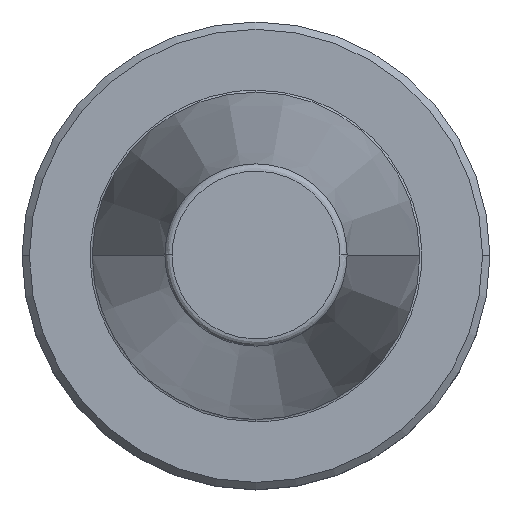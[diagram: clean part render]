
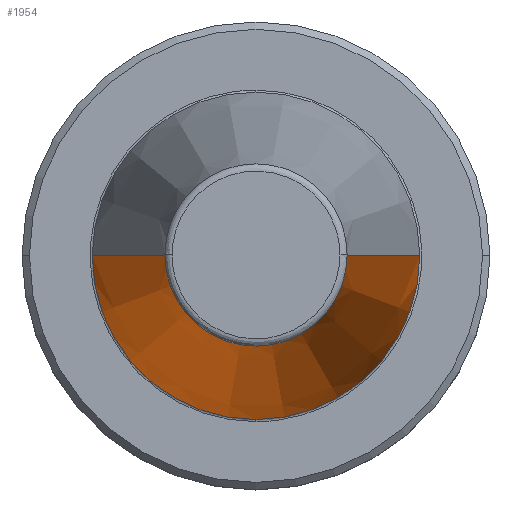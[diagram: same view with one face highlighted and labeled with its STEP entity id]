
A CAD part, top view. The second image highlights one B-rep face of the part: STEP entity #1954.
In plain terms, the highlighted conical face has half-angle 8.297 degrees and reference radius 22.225 mm.
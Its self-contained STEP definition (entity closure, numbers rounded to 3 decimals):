
#32 = DIRECTION ( 'NONE',  ( -1., 0., 0. ) ) ;
#43 = DIRECTION ( 'NONE',  ( -1., 0., 0. ) ) ;
#73 = CARTESIAN_POINT ( 'NONE',  ( 85.691, 86.061, 154.812 ) ) ;
#74 = DIRECTION ( 'NONE',  ( 0., 0., -1. ) ) ;
#187 = VERTEX_POINT ( 'NONE', #2088 ) ;
#256 = LINE ( 'NONE', #1892, #395 ) ;
#395 = VECTOR ( 'NONE', #2042, 1000. ) ;
#479 = VERTEX_POINT ( 'NONE', #827 ) ;
#827 = CARTESIAN_POINT ( 'NONE',  ( 60.941, 86.061, 154.812 ) ) ;
#949 = EDGE_CURVE ( 'NONE', #1514, #187, #1896, .T. ) ;
#1043 = FACE_OUTER_BOUND ( 'NONE', #1520, .T. ) ;
#1072 = CONICAL_SURFACE ( 'NONE', #1236, 22.225, 0.145 ) ;
#1219 = DIRECTION ( 'NONE',  ( -0.144, 0., -0.99 ) ) ;
#1229 = CARTESIAN_POINT ( 'NONE',  ( 51.091, 86.061, 87.268 ) ) ;
#1236 = AXIS2_PLACEMENT_3D ( 'NONE', #2620, #74, #32 ) ;
#1278 = CARTESIAN_POINT ( 'NONE',  ( 51.091, 86.061, 87.268 ) ) ;
#1428 = ORIENTED_EDGE ( 'NONE', *, *, #949, .T. ) ;
#1431 = CIRCLE ( 'NONE', #1820, 12.375 ) ;
#1514 = VERTEX_POINT ( 'NONE', #1278 ) ;
#1520 = EDGE_LOOP ( 'NONE', ( #2619, #1993, #2128, #1428 ) ) ;
#1533 = EDGE_CURVE ( 'NONE', #479, #1514, #1617, .T. ) ;
#1551 = CARTESIAN_POINT ( 'NONE',  ( 73.316, 86.061, 87.268 ) ) ;
#1557 = DIRECTION ( 'NONE',  ( 0., 0., 1. ) ) ;
#1585 = DIRECTION ( 'NONE',  ( -1., 0., 0. ) ) ;
#1609 = VECTOR ( 'NONE', #1219, 1000. ) ;
#1617 = LINE ( 'NONE', #1229, #1609 ) ;
#1730 = VERTEX_POINT ( 'NONE', #73 ) ;
#1757 = EDGE_CURVE ( 'NONE', #1730, #479, #1431, .T. ) ;
#1820 = AXIS2_PLACEMENT_3D ( 'NONE', #2101, #2831, #43 ) ;
#1892 = CARTESIAN_POINT ( 'NONE',  ( 95.541, 86.061, 87.268 ) ) ;
#1896 = CIRCLE ( 'NONE', #2656, 22.225 ) ;
#1954 = ADVANCED_FACE ( 'NONE', ( #1043 ), #1072, .T. ) ;
#1993 = ORIENTED_EDGE ( 'NONE', *, *, #1757, .T. ) ;
#2042 = DIRECTION ( 'NONE',  ( 0.144, 0., -0.99 ) ) ;
#2088 = CARTESIAN_POINT ( 'NONE',  ( 95.541, 86.061, 87.268 ) ) ;
#2101 = CARTESIAN_POINT ( 'NONE',  ( 73.316, 86.061, 154.812 ) ) ;
#2128 = ORIENTED_EDGE ( 'NONE', *, *, #1533, .T. ) ;
#2238 = EDGE_CURVE ( 'NONE', #1730, #187, #256, .T. ) ;
#2619 = ORIENTED_EDGE ( 'NONE', *, *, #2238, .F. ) ;
#2620 = CARTESIAN_POINT ( 'NONE',  ( 73.316, 86.061, 87.268 ) ) ;
#2656 = AXIS2_PLACEMENT_3D ( 'NONE', #1551, #1557, #1585 ) ;
#2831 = DIRECTION ( 'NONE',  ( 0., 0., -1. ) ) ;
